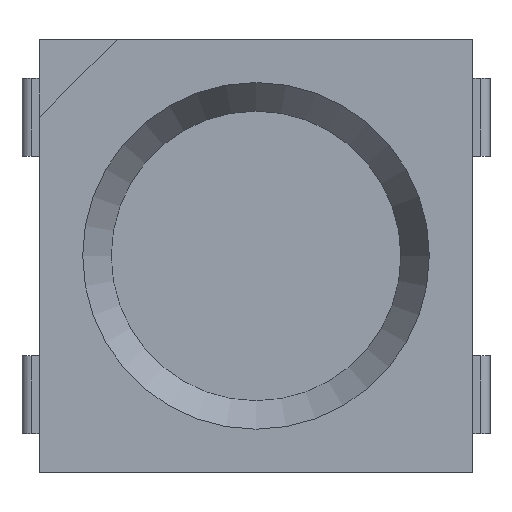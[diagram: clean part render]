
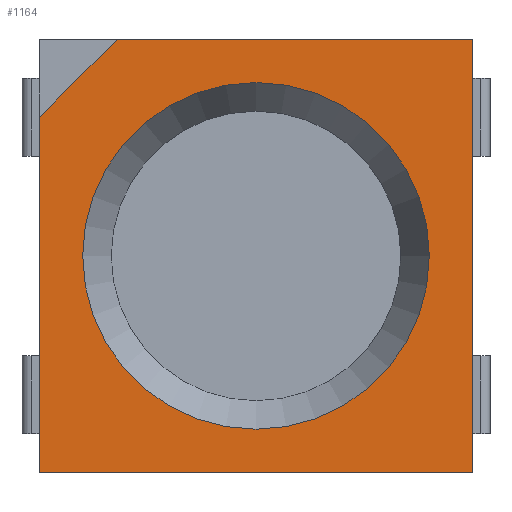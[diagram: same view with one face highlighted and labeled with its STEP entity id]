
A CAD part, top view. The second image highlights one B-rep face of the part: STEP entity #1164.
In plain terms, the highlighted planar face has unit normal (0, 0, 1).
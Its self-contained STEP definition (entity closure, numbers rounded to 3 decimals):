
#31=FACE_BOUND('',#142,.T.);
#34=CIRCLE('',#1246,2.);
#75=FACE_OUTER_BOUND('',#141,.T.);
#141=EDGE_LOOP('',(#865,#866,#867,#868,#869));
#142=EDGE_LOOP('',(#870));
#230=LINE('',#1724,#377);
#239=LINE('',#1740,#386);
#245=LINE('',#1757,#392);
#248=LINE('',#1761,#395);
#250=LINE('',#1764,#397);
#377=VECTOR('',#1390,10.);
#386=VECTOR('',#1401,10.);
#392=VECTOR('',#1419,10.);
#395=VECTOR('',#1424,10.);
#397=VECTOR('',#1428,10.);
#511=VERTEX_POINT('',#1721);
#512=VERTEX_POINT('',#1723);
#517=VERTEX_POINT('',#1737);
#518=VERTEX_POINT('',#1739);
#522=VERTEX_POINT('',#1752);
#523=VERTEX_POINT('',#1756);
#634=EDGE_CURVE('',#512,#511,#230,.T.);
#643=EDGE_CURVE('',#518,#517,#239,.T.);
#649=EDGE_CURVE('',#522,#522,#34,.T.);
#651=EDGE_CURVE('',#523,#512,#245,.T.);
#654=EDGE_CURVE('',#517,#523,#248,.T.);
#656=EDGE_CURVE('',#511,#518,#250,.T.);
#865=ORIENTED_EDGE('',*,*,#656,.T.);
#866=ORIENTED_EDGE('',*,*,#643,.T.);
#867=ORIENTED_EDGE('',*,*,#654,.T.);
#868=ORIENTED_EDGE('',*,*,#651,.T.);
#869=ORIENTED_EDGE('',*,*,#634,.T.);
#870=ORIENTED_EDGE('',*,*,#649,.T.);
#1106=PLANE('',#1250);
#1164=ADVANCED_FACE('',(#75,#31),#1106,.T.);
#1246=AXIS2_PLACEMENT_3D('',#1753,#1414,#1415);
#1250=AXIS2_PLACEMENT_3D('',#1765,#1429,#1430);
#1390=DIRECTION('',(0.,-1.,0.));
#1401=DIRECTION('',(0.,1.,0.));
#1414=DIRECTION('center_axis',(0.,0.,-1.));
#1415=DIRECTION('ref_axis',(1.,0.,0.));
#1419=DIRECTION('',(-0.707,-0.707,0.));
#1424=DIRECTION('',(-1.,0.,0.));
#1428=DIRECTION('',(1.,0.,0.));
#1429=DIRECTION('center_axis',(0.,0.,1.));
#1430=DIRECTION('ref_axis',(1.,0.,0.));
#1721=CARTESIAN_POINT('',(-2.5,-2.5,1.57));
#1723=CARTESIAN_POINT('',(-2.5,1.6,1.57));
#1724=CARTESIAN_POINT('',(-2.5,2.5,1.57));
#1737=CARTESIAN_POINT('',(2.5,2.5,1.57));
#1739=CARTESIAN_POINT('',(2.5,-2.5,1.57));
#1740=CARTESIAN_POINT('',(2.5,-2.5,1.57));
#1752=CARTESIAN_POINT('',(-2.,0.,1.57));
#1753=CARTESIAN_POINT('Origin',(0.,0.,1.57));
#1756=CARTESIAN_POINT('',(-1.6,2.5,1.57));
#1757=CARTESIAN_POINT('',(-2.5,1.6,1.57));
#1761=CARTESIAN_POINT('',(2.5,2.5,1.57));
#1764=CARTESIAN_POINT('',(-2.5,-2.5,1.57));
#1765=CARTESIAN_POINT('Origin',(0.,0.,1.57));
